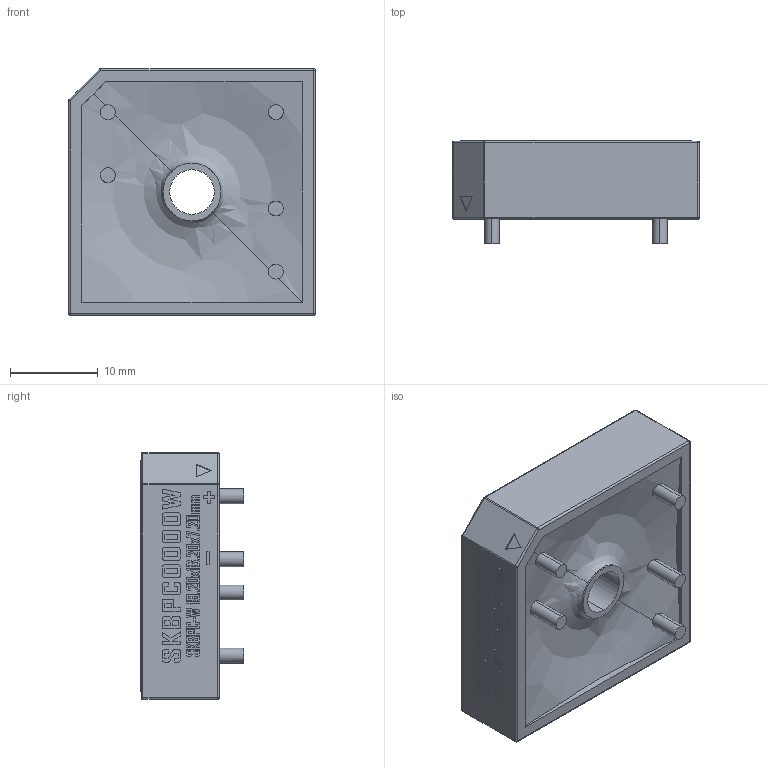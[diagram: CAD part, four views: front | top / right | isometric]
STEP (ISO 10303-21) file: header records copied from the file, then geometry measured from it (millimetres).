
FILE_DESCRIPTION (( 'STEP AP214' ), '1' );
FILE_NAME ('SKBPC-W___Max_Size__.STEP', '2023-03-09T17:18:49', ( '' ), ( '' ), 'SwSTEP 2.0', 'SolidWorks 2020', '' );
FILE_SCHEMA (( 'AUTOMOTIVE_DESIGN' ));
Length unit declared in the file: millimetre
Products named in the file (1): SKBPC-W___Max_Size__
Bounding box: 28.2 x 11.8 x 28.2 mm (x, y, z)
Volume: 6211.5 mm3; surface area: 2828.1 mm2
Topology: 1 solids, 1 shells, 648 faces, 1735 edges, 1139 vertices
Faces by surface type: plane 479, bspline 116, cylinder 37, sphere 10, cone 6
Entity records: 29729 total; most frequent: CARTESIAN_POINT 7883, ORIENTED_EDGE 3450, DIRECTION 2583, EDGE_CURVE 1725, LINE 1397, VECTOR 1397, VERTEX_POINT 1139, EDGE_LOOP 710
